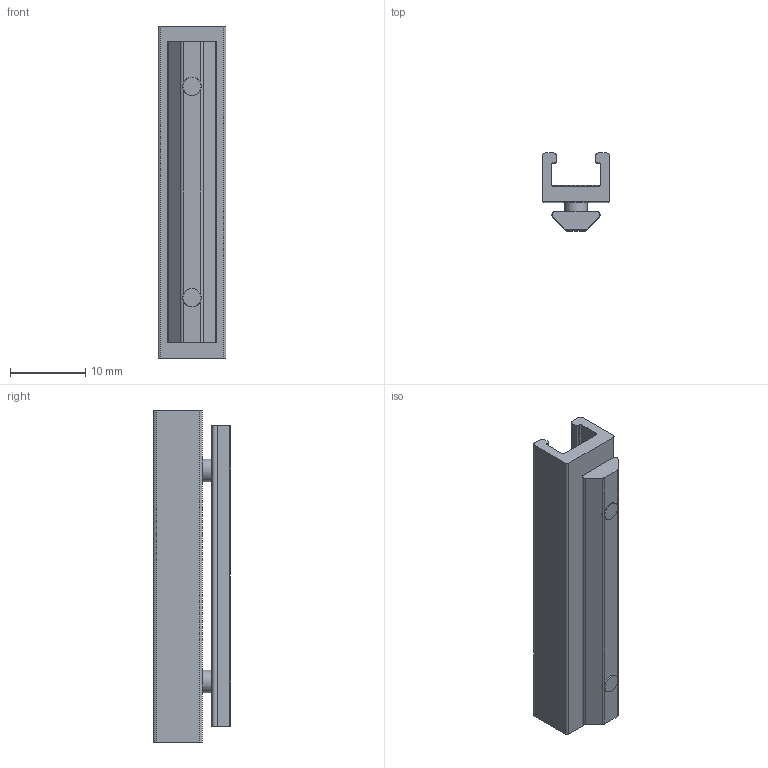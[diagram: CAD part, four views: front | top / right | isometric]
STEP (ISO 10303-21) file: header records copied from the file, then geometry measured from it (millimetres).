
FILE_DESCRIPTION(/* description */ ('STEP AP214'),/* implementation_level */ '2;1');
FILE_NAME(/* name */ '567537_EAPM-L4-SHS',/* time_stamp */ '2024-08-27T10:12:53+02:00',/* author */ ('License CC BY-ND 4.0'),/* organization */ ('CADENAS'),/* preprocessor_version */ 'ST-DEVELOPER v19.3',/* originating_system */ 'PARTsolutions',/* authorisation */ ' ');
FILE_SCHEMA (('AUTOMOTIVE_DESIGN {1 0 10303 214 3 1 1}'));
Length unit declared in the file: millimetre
Products named in the file (4): 567537 EAPM-L4-SHS -ELGR-35; 1110061 EAPM-L4-SHS; 1107516 ELGR-35; Senkschraube DIN 7991 M3x6
Assembly tree (4 placements, depth 2):
  567537 EAPM-L4-SHS -ELGR-35
    1110061 EAPM-L4-SHS
    1107516 ELGR-35
    Senkschraube DIN 7991 M3x6  x2
Bounding box: 9 x 10.3 x 44 mm (x, y, z)
Volume: 1840 mm3; surface area: 2716.6 mm2
Topology: 4 solids, 4 shells, 122 faces, 322 edges, 204 vertices
Faces by surface type: plane 60, cylinder 48, cone 12, torus 2
Full cylindrical faces by diameter (mm): 2.459 x2, 3 x2, 3.4 x2, 6 x2
Entity records: 3233 total; most frequent: CARTESIAN_POINT 701, ORIENTED_EDGE 506, DIRECTION 492, EDGE_CURVE 253, AXIS2_PLACEMENT_3D 183, VERTEX_POINT 170, LINE 126, VECTOR 126
